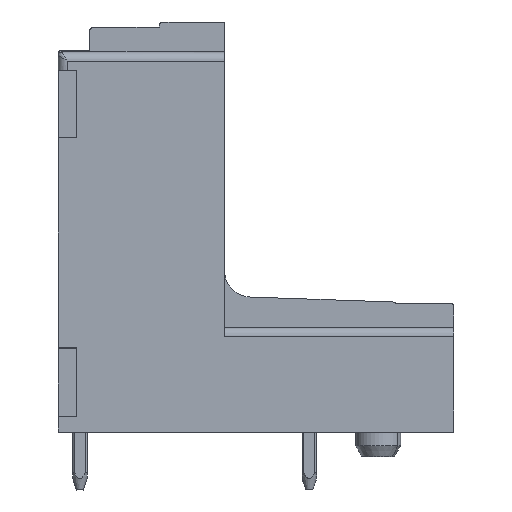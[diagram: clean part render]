
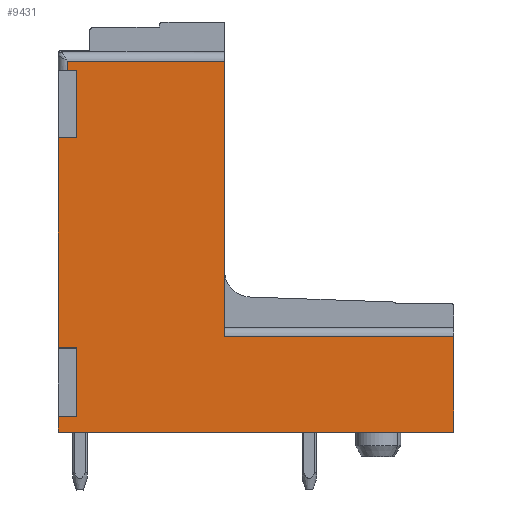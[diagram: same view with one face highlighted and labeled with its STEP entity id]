
A CAD part, left-side view. The second image highlights one B-rep face of the part: STEP entity #9431.
In plain terms, the highlighted planar face has unit normal (-1, 0, 0).
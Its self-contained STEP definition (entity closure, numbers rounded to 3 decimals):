
#9413=AXIS2_PLACEMENT_3D('Plane Axis2P3D',#9410,#9411,#9412) ;
#150=CARTESIAN_POINT('Vertex',(0.,21.9,3.2)) ;
#348=CARTESIAN_POINT('Vertex',(0.,0.,3.2)) ;
#351=CARTESIAN_POINT('Line Origine',(0.,10.95,3.2)) ;
#640=CARTESIAN_POINT('Line Origine',(0.,21.9,3.635)) ;
#644=CARTESIAN_POINT('Vertex',(0.,21.9,4.07)) ;
#714=CARTESIAN_POINT('Vertex',(0.,21.9,7.89)) ;
#717=CARTESIAN_POINT('Line Origine',(0.,21.9,13.695)) ;
#721=CARTESIAN_POINT('Vertex',(0.,21.9,19.5)) ;
#1828=CARTESIAN_POINT('Vertex',(0.,12.7,23.74)) ;
#1831=CARTESIAN_POINT('Line Origine',(0.,12.7,16.12)) ;
#1835=CARTESIAN_POINT('Vertex',(0.,12.7,8.5)) ;
#2446=CARTESIAN_POINT('Vertex',(0.,0.,8.5)) ;
#2449=CARTESIAN_POINT('Line Origine',(0.,0.,5.85)) ;
#5151=CARTESIAN_POINT('Vertex',(0.,21.4,23.74)) ;
#7829=CARTESIAN_POINT('Line Origine',(0.,21.4,13.72)) ;
#7833=CARTESIAN_POINT('Vertex',(0.,21.4,23.24)) ;
#7853=CARTESIAN_POINT('Line Origine',(0.,10.95,23.74)) ;
#7865=CARTESIAN_POINT('Line Origine',(0.,21.4,4.07)) ;
#7869=CARTESIAN_POINT('Vertex',(0.,20.9,4.07)) ;
#7887=CARTESIAN_POINT('Line Origine',(0.,20.9,5.98)) ;
#7891=CARTESIAN_POINT('Vertex',(0.,20.9,7.89)) ;
#7906=CARTESIAN_POINT('Line Origine',(0.,21.4,7.89)) ;
#7918=CARTESIAN_POINT('Line Origine',(0.,21.4,19.5)) ;
#7922=CARTESIAN_POINT('Vertex',(0.,20.9,19.5)) ;
#7940=CARTESIAN_POINT('Line Origine',(0.,20.9,21.37)) ;
#7944=CARTESIAN_POINT('Vertex',(0.,20.9,23.24)) ;
#7959=CARTESIAN_POINT('Line Origine',(0.,21.15,23.24)) ;
#9259=CARTESIAN_POINT('Line Origine',(0.,10.95,8.5)) ;
#9410=CARTESIAN_POINT('Axis2P3D Location',(0.,0.,0.)) ;
#352=DIRECTION('Vector Direction',(0.,1.,0.)) ;
#641=DIRECTION('Vector Direction',(0.,0.,1.)) ;
#718=DIRECTION('Vector Direction',(0.,0.,1.)) ;
#1832=DIRECTION('Vector Direction',(0.,0.,-1.)) ;
#2450=DIRECTION('Vector Direction',(0.,0.,-1.)) ;
#7830=DIRECTION('Vector Direction',(0.,0.,-1.)) ;
#7854=DIRECTION('Vector Direction',(0.,-1.,0.)) ;
#7866=DIRECTION('Vector Direction',(0.,-1.,0.)) ;
#7888=DIRECTION('Vector Direction',(0.,0.,-1.)) ;
#7907=DIRECTION('Vector Direction',(0.,1.,0.)) ;
#7919=DIRECTION('Vector Direction',(0.,-1.,0.)) ;
#7941=DIRECTION('Vector Direction',(0.,0.,-1.)) ;
#7960=DIRECTION('Vector Direction',(0.,1.,0.)) ;
#9260=DIRECTION('Vector Direction',(0.,-1.,0.)) ;
#9411=DIRECTION('Axis2P3D Direction',(-1.,0.,0.)) ;
#9412=DIRECTION('Axis2P3D XDirection',(0.,-1.,0.)) ;
#353=VECTOR('Line Direction',#352,1.) ;
#642=VECTOR('Line Direction',#641,1.) ;
#719=VECTOR('Line Direction',#718,1.) ;
#1833=VECTOR('Line Direction',#1832,1.) ;
#2451=VECTOR('Line Direction',#2450,1.) ;
#7831=VECTOR('Line Direction',#7830,1.) ;
#7855=VECTOR('Line Direction',#7854,1.) ;
#7867=VECTOR('Line Direction',#7866,1.) ;
#7889=VECTOR('Line Direction',#7888,1.) ;
#7908=VECTOR('Line Direction',#7907,1.) ;
#7920=VECTOR('Line Direction',#7919,1.) ;
#7942=VECTOR('Line Direction',#7941,1.) ;
#7961=VECTOR('Line Direction',#7960,1.) ;
#9261=VECTOR('Line Direction',#9260,1.) ;
#9416=ORIENTED_EDGE('',*,*,#7963,.T.) ;
#9417=ORIENTED_EDGE('',*,*,#7946,.T.) ;
#9418=ORIENTED_EDGE('',*,*,#7924,.T.) ;
#9419=ORIENTED_EDGE('',*,*,#723,.T.) ;
#9420=ORIENTED_EDGE('',*,*,#7910,.T.) ;
#9421=ORIENTED_EDGE('',*,*,#7893,.T.) ;
#9422=ORIENTED_EDGE('',*,*,#7871,.T.) ;
#9423=ORIENTED_EDGE('',*,*,#646,.T.) ;
#9424=ORIENTED_EDGE('',*,*,#355,.T.) ;
#9425=ORIENTED_EDGE('',*,*,#2453,.T.) ;
#9426=ORIENTED_EDGE('',*,*,#9263,.T.) ;
#9427=ORIENTED_EDGE('',*,*,#1837,.F.) ;
#9428=ORIENTED_EDGE('',*,*,#7857,.T.) ;
#9429=ORIENTED_EDGE('',*,*,#7835,.T.) ;
#9431=ADVANCED_FACE('HOUSING',(#9430),#9414,.T.) ;
#355=EDGE_CURVE('',#151,#349,#354,.F.) ;
#646=EDGE_CURVE('',#645,#151,#643,.F.) ;
#723=EDGE_CURVE('',#722,#715,#720,.F.) ;
#1837=EDGE_CURVE('',#1829,#1836,#1834,.T.) ;
#2453=EDGE_CURVE('',#349,#2447,#2452,.F.) ;
#7835=EDGE_CURVE('',#5152,#7834,#7832,.T.) ;
#7857=EDGE_CURVE('',#1829,#5152,#7856,.F.) ;
#7871=EDGE_CURVE('',#7870,#645,#7868,.F.) ;
#7893=EDGE_CURVE('',#7892,#7870,#7890,.T.) ;
#7910=EDGE_CURVE('',#715,#7892,#7909,.F.) ;
#7924=EDGE_CURVE('',#7923,#722,#7921,.F.) ;
#7946=EDGE_CURVE('',#7945,#7923,#7943,.T.) ;
#7963=EDGE_CURVE('',#7834,#7945,#7962,.F.) ;
#9263=EDGE_CURVE('',#2447,#1836,#9262,.F.) ;
#9415=EDGE_LOOP('',(#9416,#9417,#9418,#9419,#9420,#9421,#9422,#9423,#9424,#9425,#9426,#9427,#9428,#9429)) ;
#9430=FACE_OUTER_BOUND('',#9415,.T.) ;
#354=LINE('Line',#351,#353) ;
#643=LINE('Line',#640,#642) ;
#720=LINE('Line',#717,#719) ;
#1834=LINE('Line',#1831,#1833) ;
#2452=LINE('Line',#2449,#2451) ;
#7832=LINE('Line',#7829,#7831) ;
#7856=LINE('Line',#7853,#7855) ;
#7868=LINE('Line',#7865,#7867) ;
#7890=LINE('Line',#7887,#7889) ;
#7909=LINE('Line',#7906,#7908) ;
#7921=LINE('Line',#7918,#7920) ;
#7943=LINE('Line',#7940,#7942) ;
#7962=LINE('Line',#7959,#7961) ;
#9262=LINE('Line',#9259,#9261) ;
#9414=PLANE('',#9413) ;
#151=VERTEX_POINT('',#150) ;
#349=VERTEX_POINT('',#348) ;
#645=VERTEX_POINT('',#644) ;
#715=VERTEX_POINT('',#714) ;
#722=VERTEX_POINT('',#721) ;
#1829=VERTEX_POINT('',#1828) ;
#1836=VERTEX_POINT('',#1835) ;
#2447=VERTEX_POINT('',#2446) ;
#5152=VERTEX_POINT('',#5151) ;
#7834=VERTEX_POINT('',#7833) ;
#7870=VERTEX_POINT('',#7869) ;
#7892=VERTEX_POINT('',#7891) ;
#7923=VERTEX_POINT('',#7922) ;
#7945=VERTEX_POINT('',#7944) ;
